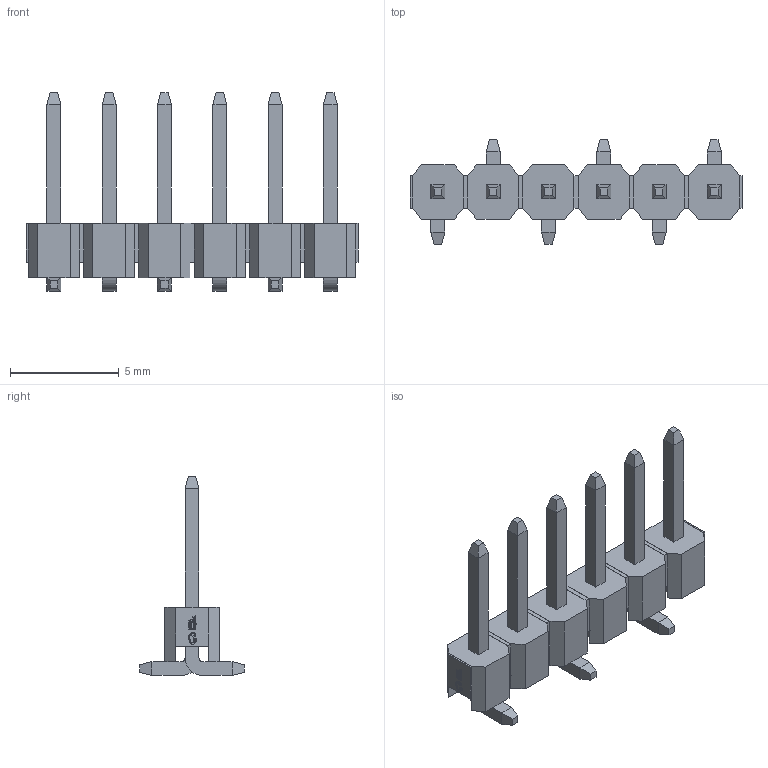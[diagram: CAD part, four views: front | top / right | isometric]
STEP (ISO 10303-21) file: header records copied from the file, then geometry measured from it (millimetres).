
FILE_DESCRIPTION (( 'STEP AP214' ), '1' );
FILE_NAME ('HDR-SMD_6P-P2.54-V-M-LS4.8_R2.step', '2022-07-02T11:08:44', ( '' ), ( '' ), 'SwSTEP 2.0', 'SolidWorks 2020', '' );
FILE_SCHEMA (( 'AUTOMOTIVE_DESIGN' ));
Length unit declared in the file: millimetre
Products named in the file (1): HDR-SMD_6P-P2.54-V-M-LS4.8_R2
Bounding box: 15.25 x 4.8 x 9.14 mm (x, y, z)
Volume: 91.5 mm3; surface area: 313.7 mm2
Topology: 1 solids, 1 shells, 529 faces, 1383 edges, 882 vertices
Faces by surface type: plane 405, bspline 112, cylinder 12
Entity records: 22323 total; most frequent: CARTESIAN_POINT 4899, ORIENTED_EDGE 2766, DIRECTION 2015, EDGE_CURVE 1383, LINE 1131, VECTOR 1131, VERTEX_POINT 882, EDGE_LOOP 567
